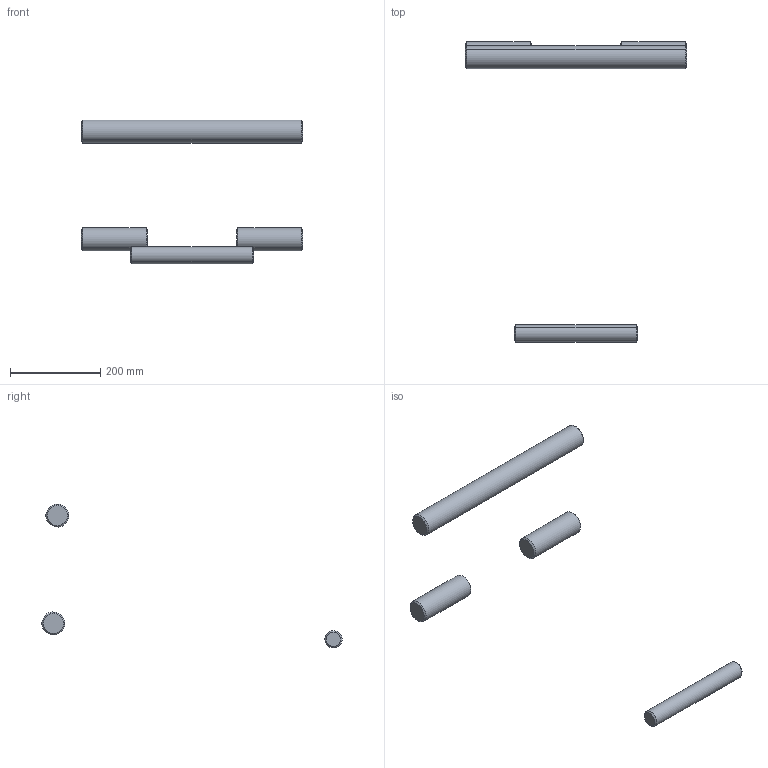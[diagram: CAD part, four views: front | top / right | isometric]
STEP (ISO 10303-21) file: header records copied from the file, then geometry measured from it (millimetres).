
FILE_DESCRIPTION (( 'STEP AP203' ), '1' );
FILE_NAME ('LoaderArm_Hardware.STEP', '2023-07-27T05:56:52', ( '' ), ( '' ), 'SwSTEP 2.0', 'SolidWorks 2021', '' );
FILE_SCHEMA (( 'CONFIG_CONTROL_DESIGN' ));
Length unit declared in the file: centimetre
Products named in the file (5): Part 8-2; Part 9-1; Lift Arm _1_; LoaderArm_Hardware; Part 10-1
Assembly tree (5 placements, depth 3):
  LoaderArm_Hardware
    Lift Arm _1_
      Part 9-1  x2
      Part 8-2
      Part 10-1
Bounding box: 488.95 x 663.45 x 318.02 mm (x, y, z)
Volume: 1888592.7 mm3; surface area: 169442.7 mm2
Topology: 4 solids, 4 shells, 32 faces, 56 edges, 32 vertices
Faces by surface type: cone 16, cylinder 8, plane 8
Entity records: 1133 total; most frequent: DIRECTION 132, CARTESIAN_POINT 99, ORIENTED_EDGE 84, AXIS2_PLACEMENT_3D 57, PERSON_AND_ORGANIZATION 45, EDGE_CURVE 42, COORDINATED_UNIVERSAL_TIME_OFFSET 35, LOCAL_TIME 35
